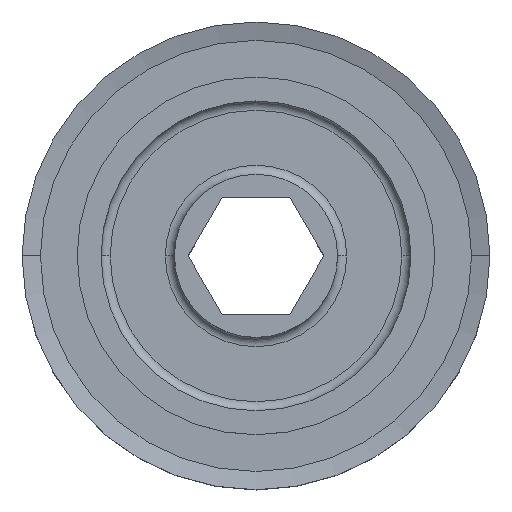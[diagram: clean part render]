
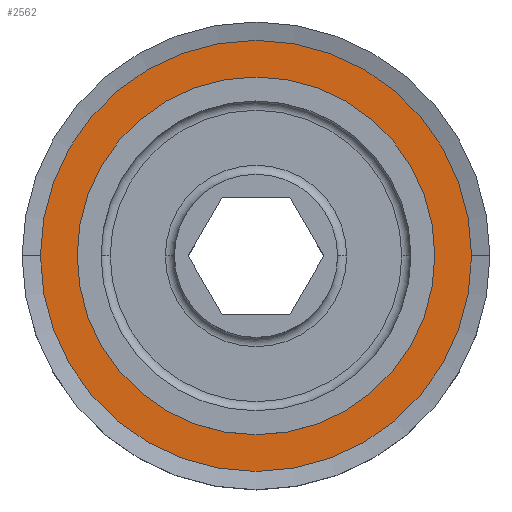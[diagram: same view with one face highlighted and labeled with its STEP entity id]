
A CAD part, top view. The second image highlights one B-rep face of the part: STEP entity #2562.
In plain terms, the highlighted planar face has unit normal (0, 0, 1).
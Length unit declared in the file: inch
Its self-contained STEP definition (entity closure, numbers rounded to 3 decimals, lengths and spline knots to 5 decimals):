
#110 = EDGE_LOOP ( 'NONE', ( #1082, #8535 ) ) ;
#462 = CARTESIAN_POINT ( 'NONE',  ( 0., 0., 0.24937 ) ) ;
#622 = CARTESIAN_POINT ( 'NONE',  ( -0.9252, 0., 0.24937 ) ) ;
#1082 = ORIENTED_EDGE ( 'NONE', *, *, #6777, .T. ) ;
#1422 = CARTESIAN_POINT ( 'NONE',  ( 0., 0., 0.24937 ) ) ;
#1461 = CARTESIAN_POINT ( 'NONE',  ( 0., 0., 0.24937 ) ) ;
#1557 = AXIS2_PLACEMENT_3D ( 'NONE', #462, #2213, #7045 ) ;
#1835 = ORIENTED_EDGE ( 'NONE', *, *, #2810, .F. ) ;
#2213 = DIRECTION ( 'NONE',  ( 0., 0., -1. ) ) ;
#2562 = ADVANCED_FACE ( 'NONE', ( #3942, #2619 ), #11390, .T. ) ;
#2619 = FACE_OUTER_BOUND ( 'NONE', #3838, .T. ) ;
#2783 = CARTESIAN_POINT ( 'NONE',  ( 0.9252, 0., 0.24937 ) ) ;
#2810 = EDGE_CURVE ( 'NONE', #11093, #12423, #11406, .T. ) ;
#3067 = ORIENTED_EDGE ( 'NONE', *, *, #4916, .F. ) ;
#3691 = DIRECTION ( 'NONE',  ( 0., 0., -1. ) ) ;
#3838 = EDGE_LOOP ( 'NONE', ( #1835, #3067 ) ) ;
#3942 = FACE_BOUND ( 'NONE', #110, .T. ) ;
#4345 = VERTEX_POINT ( 'NONE', #6679 ) ;
#4548 = EDGE_CURVE ( 'NONE', #7483, #4345, #7980, .T. ) ;
#4768 = CARTESIAN_POINT ( 'NONE',  ( -0.76772, 0., 0.24937 ) ) ;
#4916 = EDGE_CURVE ( 'NONE', #12423, #11093, #7594, .T. ) ;
#5095 = DIRECTION ( 'NONE',  ( -1., 0., 0. ) ) ;
#5723 = CARTESIAN_POINT ( 'NONE',  ( 0., 0.9252, 0.24937 ) ) ;
#5927 = AXIS2_PLACEMENT_3D ( 'NONE', #1422, #9866, #5095 ) ;
#6606 = CARTESIAN_POINT ( 'NONE',  ( 0., 0., 0.24937 ) ) ;
#6679 = CARTESIAN_POINT ( 'NONE',  ( 0.76772, 0., 0.24937 ) ) ;
#6711 = AXIS2_PLACEMENT_3D ( 'NONE', #1461, #11887, #7171 ) ;
#6726 = DIRECTION ( 'NONE',  ( 1., 0., 0. ) ) ;
#6754 = AXIS2_PLACEMENT_3D ( 'NONE', #6606, #3691, #10342 ) ;
#6777 = EDGE_CURVE ( 'NONE', #4345, #7483, #8716, .T. ) ;
#7045 = DIRECTION ( 'NONE',  ( 1., 0., 0. ) ) ;
#7171 = DIRECTION ( 'NONE',  ( 1., 0., 0. ) ) ;
#7483 = VERTEX_POINT ( 'NONE', #4768 ) ;
#7594 = CIRCLE ( 'NONE', #6754, 0.9252 ) ;
#7980 = CIRCLE ( 'NONE', #1557, 0.76772 ) ;
#8535 = ORIENTED_EDGE ( 'NONE', *, *, #4548, .T. ) ;
#8716 = CIRCLE ( 'NONE', #6711, 0.76772 ) ;
#8955 = AXIS2_PLACEMENT_3D ( 'NONE', #5723, #12298, #6726 ) ;
#9866 = DIRECTION ( 'NONE',  ( 0., 0., -1. ) ) ;
#10342 = DIRECTION ( 'NONE',  ( -1., 0., 0. ) ) ;
#11093 = VERTEX_POINT ( 'NONE', #2783 ) ;
#11390 = PLANE ( 'NONE',  #8955 ) ;
#11406 = CIRCLE ( 'NONE', #5927, 0.9252 ) ;
#11887 = DIRECTION ( 'NONE',  ( 0., 0., -1. ) ) ;
#12298 = DIRECTION ( 'NONE',  ( 0., 0., 1. ) ) ;
#12423 = VERTEX_POINT ( 'NONE', #622 ) ;
